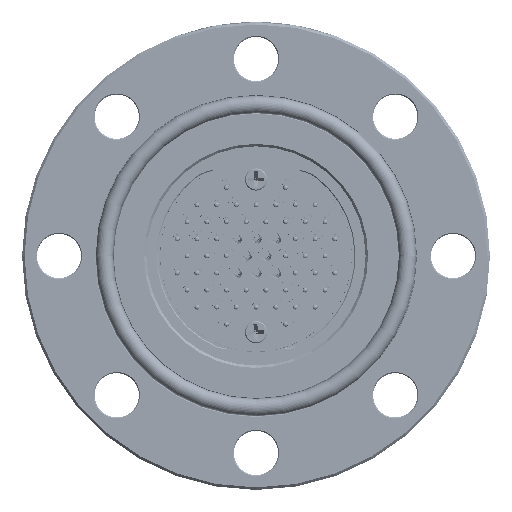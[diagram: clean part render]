
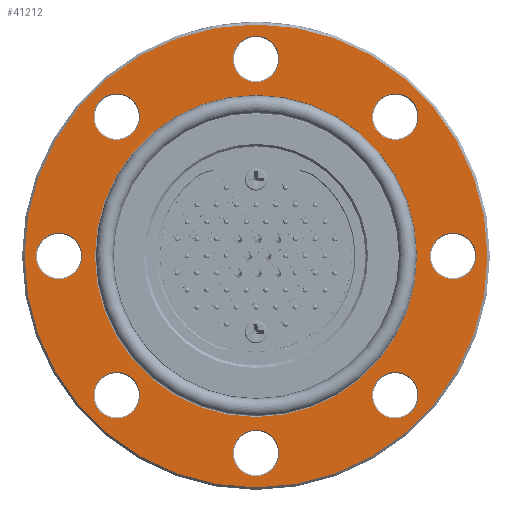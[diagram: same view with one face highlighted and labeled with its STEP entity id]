
A CAD part, top view. The second image highlights one B-rep face of the part: STEP entity #41212.
In plain terms, the highlighted planar face has unit normal (0, 0, 1).
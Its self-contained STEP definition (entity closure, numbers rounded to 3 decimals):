
#61 = DIRECTION ( 'NONE',  ( 1., 0., 0. ) ) ;
#210 = AXIS2_PLACEMENT_3D ( 'NONE', #31064, #59869, #58120 ) ;
#1764 = AXIS2_PLACEMENT_3D ( 'NONE', #25193, #27817, #60249 ) ;
#3548 = EDGE_LOOP ( 'NONE', ( #11081 ) ) ;
#4836 = EDGE_CURVE ( 'NONE', #87744, #87744, #25457, .T. ) ;
#5498 = EDGE_CURVE ( 'NONE', #20248, #20248, #12713, .T. ) ;
#6121 = FACE_BOUND ( 'NONE', #57089, .T. ) ;
#7032 = CARTESIAN_POINT ( 'NONE',  ( 0., 0., 0. ) ) ;
#9536 = EDGE_LOOP ( 'NONE', ( #15351 ) ) ;
#11081 = ORIENTED_EDGE ( 'NONE', *, *, #38186, .T. ) ;
#11218 = CARTESIAN_POINT ( 'NONE',  ( 28.284, 28.284, 0. ) ) ;
#11682 = DIRECTION ( 'NONE',  ( 1., 0., 0. ) ) ;
#12713 = CIRCLE ( 'NONE', #76544, 4.7 ) ;
#12755 = FACE_BOUND ( 'NONE', #86785, .T. ) ;
#13713 = CARTESIAN_POINT ( 'NONE',  ( 4.7, 40., 0. ) ) ;
#15351 = ORIENTED_EDGE ( 'NONE', *, *, #4836, .T. ) ;
#15780 = AXIS2_PLACEMENT_3D ( 'NONE', #41324, #82146, #61 ) ;
#16854 = DIRECTION ( 'NONE',  ( 1., 0., 0. ) ) ;
#17313 = CIRCLE ( 'NONE', #1764, 4.7 ) ;
#18531 = FACE_BOUND ( 'NONE', #3548, .T. ) ;
#19411 = FACE_BOUND ( 'NONE', #79776, .T. ) ;
#19861 = DIRECTION ( 'NONE',  ( 1., 0., 0. ) ) ;
#20248 = VERTEX_POINT ( 'NONE', #21571 ) ;
#20453 = CIRCLE ( 'NONE', #67227, 4.7 ) ;
#21571 = CARTESIAN_POINT ( 'NONE',  ( 32.984, 28.284, 0. ) ) ;
#22875 = CIRCLE ( 'NONE', #68281, 32.7 ) ;
#22938 = CIRCLE ( 'NONE', #40008, 4.7 ) ;
#25193 = CARTESIAN_POINT ( 'NONE',  ( -40., 0., 0. ) ) ;
#25454 = CARTESIAN_POINT ( 'NONE',  ( 0., -40., 0. ) ) ;
#25457 = CIRCLE ( 'NONE', #48107, 4.7 ) ;
#26387 = ORIENTED_EDGE ( 'NONE', *, *, #36111, .T. ) ;
#26516 = DIRECTION ( 'NONE',  ( 0., 0., 1. ) ) ;
#26875 = EDGE_LOOP ( 'NONE', ( #76342 ) ) ;
#27017 = DIRECTION ( 'NONE',  ( 1., 0., 0. ) ) ;
#27128 = CIRCLE ( 'NONE', #210, 47. ) ;
#27436 = DIRECTION ( 'NONE',  ( 1., 0., 0. ) ) ;
#27817 = DIRECTION ( 'NONE',  ( 0., 0., -1. ) ) ;
#31002 = ORIENTED_EDGE ( 'NONE', *, *, #75569, .T. ) ;
#31064 = CARTESIAN_POINT ( 'NONE',  ( 0., 0., 0. ) ) ;
#32029 = EDGE_LOOP ( 'NONE', ( #38278 ) ) ;
#32464 = EDGE_LOOP ( 'NONE', ( #71929 ) ) ;
#32842 = CIRCLE ( 'NONE', #15780, 4.7 ) ;
#33187 = PLANE ( 'NONE',  #52902 ) ;
#34175 = CARTESIAN_POINT ( 'NONE',  ( 32.984, -28.284, 0. ) ) ;
#36111 = EDGE_CURVE ( 'NONE', #83930, #83930, #71793, .T. ) ;
#36838 = EDGE_CURVE ( 'NONE', #84360, #84360, #32842, .T. ) ;
#37203 = EDGE_CURVE ( 'NONE', #51486, #51486, #27128, .T. ) ;
#37306 = EDGE_CURVE ( 'NONE', #71062, #71062, #22875, .T. ) ;
#37466 = DIRECTION ( 'NONE',  ( 1., 0., 0. ) ) ;
#38186 = EDGE_CURVE ( 'NONE', #39045, #39045, #22938, .T. ) ;
#38213 = CARTESIAN_POINT ( 'NONE',  ( -35.3, 0., 0. ) ) ;
#38278 = ORIENTED_EDGE ( 'NONE', *, *, #37203, .T. ) ;
#39045 = VERTEX_POINT ( 'NONE', #52357 ) ;
#40008 = AXIS2_PLACEMENT_3D ( 'NONE', #83906, #78119, #49747 ) ;
#40326 = CARTESIAN_POINT ( 'NONE',  ( -28.284, -28.284, 0. ) ) ;
#41212 = ADVANCED_FACE ( 'NONE', ( #53589, #19411, #18531, #45619, #59812, #86906, #46487, #12755, #6121, #80674 ), #33187, .T. ) ;
#41324 = CARTESIAN_POINT ( 'NONE',  ( 40., 0., 0. ) ) ;
#43205 = CARTESIAN_POINT ( 'NONE',  ( 28.284, -28.284, 0. ) ) ;
#43977 = CARTESIAN_POINT ( 'NONE',  ( 47., 0., 0. ) ) ;
#45619 = FACE_BOUND ( 'NONE', #32464, .T. ) ;
#46487 = FACE_BOUND ( 'NONE', #26875, .T. ) ;
#48107 = AXIS2_PLACEMENT_3D ( 'NONE', #25454, #86729, #11682 ) ;
#48748 = DIRECTION ( 'NONE',  ( 0., 0., -1. ) ) ;
#49747 = DIRECTION ( 'NONE',  ( 1., 0., 0. ) ) ;
#50190 = CARTESIAN_POINT ( 'NONE',  ( -23.584, -28.284, 0. ) ) ;
#51455 = DIRECTION ( 'NONE',  ( 0., 0., -1. ) ) ;
#51486 = VERTEX_POINT ( 'NONE', #43977 ) ;
#51489 = AXIS2_PLACEMENT_3D ( 'NONE', #43205, #69865, #70293 ) ;
#52357 = CARTESIAN_POINT ( 'NONE',  ( -23.584, 28.284, 0. ) ) ;
#52902 = AXIS2_PLACEMENT_3D ( 'NONE', #87342, #26516, #19861 ) ;
#53589 = FACE_OUTER_BOUND ( 'NONE', #32029, .T. ) ;
#54409 = CARTESIAN_POINT ( 'NONE',  ( 4.7, -40., 0. ) ) ;
#55738 = CIRCLE ( 'NONE', #51489, 4.7 ) ;
#57089 = EDGE_LOOP ( 'NONE', ( #62372 ) ) ;
#57849 = DIRECTION ( 'NONE',  ( 0., 0., -1. ) ) ;
#58120 = DIRECTION ( 'NONE',  ( 1., 0., 0. ) ) ;
#59008 = CARTESIAN_POINT ( 'NONE',  ( 32.7, 0., 0. ) ) ;
#59115 = ORIENTED_EDGE ( 'NONE', *, *, #36838, .T. ) ;
#59812 = FACE_BOUND ( 'NONE', #80754, .T. ) ;
#59869 = DIRECTION ( 'NONE',  ( 0., 0., 1. ) ) ;
#60249 = DIRECTION ( 'NONE',  ( 1., 0., 0. ) ) ;
#62372 = ORIENTED_EDGE ( 'NONE', *, *, #5498, .T. ) ;
#67227 = AXIS2_PLACEMENT_3D ( 'NONE', #77652, #51455, #16854 ) ;
#68281 = AXIS2_PLACEMENT_3D ( 'NONE', #7032, #48748, #27017 ) ;
#69865 = DIRECTION ( 'NONE',  ( 0., 0., -1. ) ) ;
#70293 = DIRECTION ( 'NONE',  ( 1., 0., 0. ) ) ;
#71062 = VERTEX_POINT ( 'NONE', #59008 ) ;
#71163 = EDGE_LOOP ( 'NONE', ( #31002 ) ) ;
#71377 = EDGE_CURVE ( 'NONE', #71508, #71508, #17313, .T. ) ;
#71508 = VERTEX_POINT ( 'NONE', #38213 ) ;
#71793 = CIRCLE ( 'NONE', #87392, 4.7 ) ;
#71929 = ORIENTED_EDGE ( 'NONE', *, *, #71377, .T. ) ;
#73363 = EDGE_CURVE ( 'NONE', #74999, #74999, #55738, .T. ) ;
#74549 = VERTEX_POINT ( 'NONE', #13713 ) ;
#74968 = ORIENTED_EDGE ( 'NONE', *, *, #37306, .T. ) ;
#74999 = VERTEX_POINT ( 'NONE', #34175 ) ;
#75569 = EDGE_CURVE ( 'NONE', #74549, #74549, #20453, .T. ) ;
#76342 = ORIENTED_EDGE ( 'NONE', *, *, #73363, .T. ) ;
#76544 = AXIS2_PLACEMENT_3D ( 'NONE', #11218, #57849, #37466 ) ;
#77652 = CARTESIAN_POINT ( 'NONE',  ( 0., 40., 0. ) ) ;
#78119 = DIRECTION ( 'NONE',  ( 0., 0., -1. ) ) ;
#78139 = CARTESIAN_POINT ( 'NONE',  ( 44.7, 0., 0. ) ) ;
#79776 = EDGE_LOOP ( 'NONE', ( #74968 ) ) ;
#80674 = FACE_BOUND ( 'NONE', #71163, .T. ) ;
#80754 = EDGE_LOOP ( 'NONE', ( #26387 ) ) ;
#82018 = DIRECTION ( 'NONE',  ( 0., 0., -1. ) ) ;
#82146 = DIRECTION ( 'NONE',  ( 0., 0., -1. ) ) ;
#83906 = CARTESIAN_POINT ( 'NONE',  ( -28.284, 28.284, 0. ) ) ;
#83930 = VERTEX_POINT ( 'NONE', #50190 ) ;
#84360 = VERTEX_POINT ( 'NONE', #78139 ) ;
#86729 = DIRECTION ( 'NONE',  ( 0., 0., -1. ) ) ;
#86785 = EDGE_LOOP ( 'NONE', ( #59115 ) ) ;
#86906 = FACE_BOUND ( 'NONE', #9536, .T. ) ;
#87342 = CARTESIAN_POINT ( 'NONE',  ( 0., 0., 0. ) ) ;
#87392 = AXIS2_PLACEMENT_3D ( 'NONE', #40326, #82018, #27436 ) ;
#87744 = VERTEX_POINT ( 'NONE', #54409 ) ;
